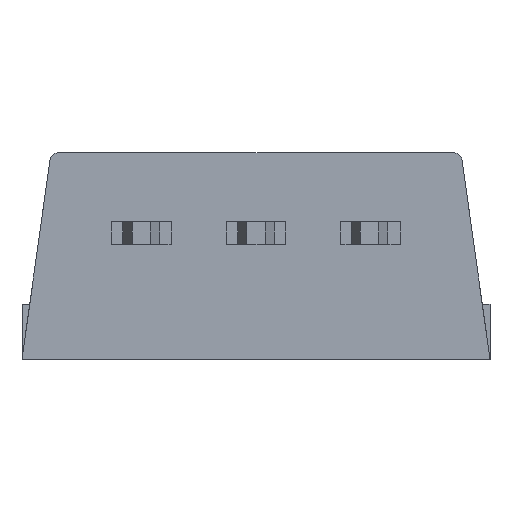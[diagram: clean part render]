
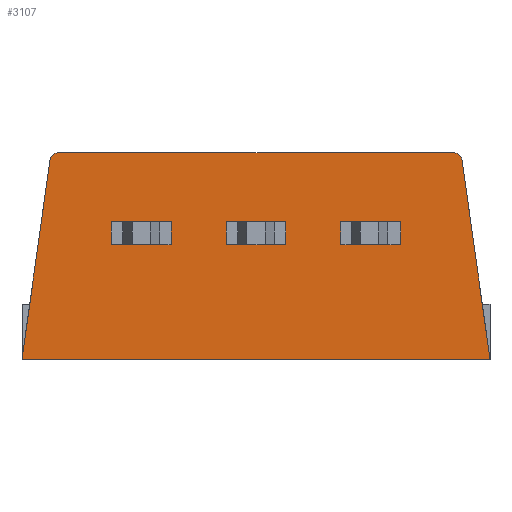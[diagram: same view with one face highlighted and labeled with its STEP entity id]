
A CAD part, front view. The second image highlights one B-rep face of the part: STEP entity #3107.
In plain terms, the highlighted planar face has unit normal (0, -1, 0).
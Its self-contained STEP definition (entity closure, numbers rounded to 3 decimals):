
#47 = CARTESIAN_POINT ( 'NONE',  ( 1.95, 0., -1.5 ) ) ;
#51 = LINE ( 'NONE', #47, #2536 ) ;
#63 = DIRECTION ( 'NONE',  ( 0.139, 0., -0.99 ) ) ;
#92 = LINE ( 'NONE', #3140, #1984 ) ;
#99 = EDGE_CURVE ( 'NONE', #3166, #1480, #2799, .T. ) ;
#145 = DIRECTION ( 'NONE',  ( 0., -1., 0. ) ) ;
#160 = DIRECTION ( 'NONE',  ( -0.139, 0., -0.99 ) ) ;
#185 = EDGE_CURVE ( 'NONE', #1296, #2064, #252, .T. ) ;
#207 = DIRECTION ( 'NONE',  ( 1., 0., 0. ) ) ;
#218 = EDGE_CURVE ( 'NONE', #2040, #934, #2094, .T. ) ;
#229 = DIRECTION ( 'NONE',  ( 0., 0., 1. ) ) ;
#236 = CARTESIAN_POINT ( 'NONE',  ( 4.45, 0., -2. ) ) ;
#252 = LINE ( 'NONE', #1002, #1503 ) ;
#262 = ORIENTED_EDGE ( 'NONE', *, *, #2852, .T. ) ;
#367 = CARTESIAN_POINT ( 'NONE',  ( 0.608, 0., -0.172 ) ) ;
#377 = LINE ( 'NONE', #3230, #1699 ) ;
#420 = CARTESIAN_POINT ( 'NONE',  ( 10.2, 0., -4.5 ) ) ;
#446 = CARTESIAN_POINT ( 'NONE',  ( 10.2, 0., 0. ) ) ;
#453 = VECTOR ( 'NONE', #2221, 1000. ) ;
#475 = DIRECTION ( 'NONE',  ( -1., 0., 0. ) ) ;
#490 = LINE ( 'NONE', #420, #1161 ) ;
#504 = ORIENTED_EDGE ( 'NONE', *, *, #2351, .F. ) ;
#523 = VECTOR ( 'NONE', #2539, 1000. ) ;
#524 = VERTEX_POINT ( 'NONE', #935 ) ;
#550 = CARTESIAN_POINT ( 'NONE',  ( 5.75, 0., -1.5 ) ) ;
#571 = ORIENTED_EDGE ( 'NONE', *, *, #2052, .T. ) ;
#623 = VECTOR ( 'NONE', #229, 1000. ) ;
#639 = AXIS2_PLACEMENT_3D ( 'NONE', #2559, #1055, #2813 ) ;
#647 = EDGE_CURVE ( 'NONE', #2390, #2382, #2096, .T. ) ;
#692 = EDGE_CURVE ( 'NONE', #3008, #3024, #1778, .T. ) ;
#698 = DIRECTION ( 'NONE',  ( -1., 0., 0. ) ) ;
#722 = DIRECTION ( 'NONE',  ( 0., 0., 1. ) ) ;
#757 = CARTESIAN_POINT ( 'NONE',  ( 1.95, 0., -2. ) ) ;
#807 = EDGE_CURVE ( 'NONE', #952, #2974, #2952, .T. ) ;
#934 = VERTEX_POINT ( 'NONE', #2308 ) ;
#935 = CARTESIAN_POINT ( 'NONE',  ( 0.806, 0., 0. ) ) ;
#952 = VERTEX_POINT ( 'NONE', #1044 ) ;
#980 = CARTESIAN_POINT ( 'NONE',  ( 9.394, 0., 0. ) ) ;
#994 = VECTOR ( 'NONE', #160, 1000. ) ;
#1002 = CARTESIAN_POINT ( 'NONE',  ( 4.45, 0., -1.5 ) ) ;
#1015 = LINE ( 'NONE', #3103, #3037 ) ;
#1041 = EDGE_LOOP ( 'NONE', ( #2977, #3088, #262, #3185, #2015, #571 ) ) ;
#1044 = CARTESIAN_POINT ( 'NONE',  ( 4.45, 0., -2. ) ) ;
#1055 = DIRECTION ( 'NONE',  ( 0., -1., 0. ) ) ;
#1074 = VERTEX_POINT ( 'NONE', #2336 ) ;
#1110 = VECTOR ( 'NONE', #2025, 1000. ) ;
#1161 = VECTOR ( 'NONE', #2154, 1000. ) ;
#1199 = LINE ( 'NONE', #1943, #1864 ) ;
#1201 = CARTESIAN_POINT ( 'NONE',  ( 8.25, 0., -1.5 ) ) ;
#1210 = FACE_BOUND ( 'NONE', #1854, .T. ) ;
#1233 = EDGE_CURVE ( 'NONE', #2064, #952, #2520, .T. ) ;
#1296 = VERTEX_POINT ( 'NONE', #550 ) ;
#1378 = LINE ( 'NONE', #2199, #623 ) ;
#1428 = ORIENTED_EDGE ( 'NONE', *, *, #2707, .F. ) ;
#1439 = VECTOR ( 'NONE', #63, 1000. ) ;
#1463 = VECTOR ( 'NONE', #698, 1000. ) ;
#1480 = VERTEX_POINT ( 'NONE', #2285 ) ;
#1484 = PLANE ( 'NONE',  #2620 ) ;
#1496 = EDGE_LOOP ( 'NONE', ( #2468, #2483, #2731, #1428 ) ) ;
#1503 = VECTOR ( 'NONE', #1763, 1000. ) ;
#1507 = VECTOR ( 'NONE', #2509, 1000. ) ;
#1537 = CARTESIAN_POINT ( 'NONE',  ( 4.45, 0., -2. ) ) ;
#1558 = CARTESIAN_POINT ( 'NONE',  ( 9.592, 0., -0.172 ) ) ;
#1612 = EDGE_CURVE ( 'NONE', #934, #3246, #490, .T. ) ;
#1629 = CARTESIAN_POINT ( 'NONE',  ( 0.806, 0., -0.2 ) ) ;
#1639 = CARTESIAN_POINT ( 'NONE',  ( 0., 0., -4.5 ) ) ;
#1651 = EDGE_CURVE ( 'NONE', #2382, #1074, #1199, .T. ) ;
#1674 = AXIS2_PLACEMENT_3D ( 'NONE', #1629, #145, #1880 ) ;
#1699 = VECTOR ( 'NONE', #475, 1000. ) ;
#1702 = ORIENTED_EDGE ( 'NONE', *, *, #3073, .F. ) ;
#1723 = ORIENTED_EDGE ( 'NONE', *, *, #1233, .F. ) ;
#1724 = CARTESIAN_POINT ( 'NONE',  ( 10.2, 0., -4.5 ) ) ;
#1747 = CARTESIAN_POINT ( 'NONE',  ( 1.95, 0., -1.5 ) ) ;
#1763 = DIRECTION ( 'NONE',  ( -1., 0., 0. ) ) ;
#1768 = ORIENTED_EDGE ( 'NONE', *, *, #807, .F. ) ;
#1778 = LINE ( 'NONE', #1779, #1110 ) ;
#1779 = CARTESIAN_POINT ( 'NONE',  ( 8.25, 0., -2. ) ) ;
#1810 = CARTESIAN_POINT ( 'NONE',  ( 4.45, 0., -1.5 ) ) ;
#1812 = CARTESIAN_POINT ( 'NONE',  ( 10.2, 0., -4.5 ) ) ;
#1854 = EDGE_LOOP ( 'NONE', ( #2986, #2261, #1702, #2955 ) ) ;
#1864 = VECTOR ( 'NONE', #207, 1000. ) ;
#1877 = FACE_OUTER_BOUND ( 'NONE', #1041, .T. ) ;
#1880 = DIRECTION ( 'NONE',  ( 0., 0., 1. ) ) ;
#1922 = DIRECTION ( 'NONE',  ( 0., 0., -1. ) ) ;
#1943 = CARTESIAN_POINT ( 'NONE',  ( 1.95, 0., -2. ) ) ;
#1984 = VECTOR ( 'NONE', #2623, 1000. ) ;
#2002 = CARTESIAN_POINT ( 'NONE',  ( 6.95, 0., -1.5 ) ) ;
#2015 = ORIENTED_EDGE ( 'NONE', *, *, #218, .F. ) ;
#2025 = DIRECTION ( 'NONE',  ( 0., 0., 1. ) ) ;
#2029 = DIRECTION ( 'NONE',  ( -1., 0., 0. ) ) ;
#2040 = VERTEX_POINT ( 'NONE', #1558 ) ;
#2052 = EDGE_CURVE ( 'NONE', #2040, #2134, #2237, .T. ) ;
#2064 = VERTEX_POINT ( 'NONE', #1810 ) ;
#2077 = CIRCLE ( 'NONE', #1674, 0.2 ) ;
#2094 = LINE ( 'NONE', #1812, #1439 ) ;
#2096 = LINE ( 'NONE', #757, #1507 ) ;
#2102 = EDGE_CURVE ( 'NONE', #3024, #3166, #377, .T. ) ;
#2114 = LINE ( 'NONE', #446, #1463 ) ;
#2134 = VERTEX_POINT ( 'NONE', #980 ) ;
#2154 = DIRECTION ( 'NONE',  ( -1., 0., 0. ) ) ;
#2199 = CARTESIAN_POINT ( 'NONE',  ( 3.25, 0., -2. ) ) ;
#2216 = DIRECTION ( 'NONE',  ( 0., 1., 0. ) ) ;
#2218 = EDGE_LOOP ( 'NONE', ( #1723, #2338, #504, #1768 ) ) ;
#2221 = DIRECTION ( 'NONE',  ( 1., 0., 0. ) ) ;
#2237 = CIRCLE ( 'NONE', #639, 0.2 ) ;
#2261 = ORIENTED_EDGE ( 'NONE', *, *, #2491, .F. ) ;
#2285 = CARTESIAN_POINT ( 'NONE',  ( 6.95, 0., -2. ) ) ;
#2308 = CARTESIAN_POINT ( 'NONE',  ( 10.2, 0., -4.5 ) ) ;
#2336 = CARTESIAN_POINT ( 'NONE',  ( 3.25, 0., -2. ) ) ;
#2338 = ORIENTED_EDGE ( 'NONE', *, *, #185, .F. ) ;
#2346 = DIRECTION ( 'NONE',  ( 0., 0., 1. ) ) ;
#2351 = EDGE_CURVE ( 'NONE', #2974, #1296, #1015, .T. ) ;
#2382 = VERTEX_POINT ( 'NONE', #3124 ) ;
#2390 = VERTEX_POINT ( 'NONE', #1747 ) ;
#2465 = FACE_BOUND ( 'NONE', #2218, .T. ) ;
#2468 = ORIENTED_EDGE ( 'NONE', *, *, #99, .F. ) ;
#2476 = VECTOR ( 'NONE', #1922, 1000. ) ;
#2483 = ORIENTED_EDGE ( 'NONE', *, *, #2102, .F. ) ;
#2491 = EDGE_CURVE ( 'NONE', #2927, #2390, #51, .T. ) ;
#2509 = DIRECTION ( 'NONE',  ( 0., 0., -1. ) ) ;
#2520 = LINE ( 'NONE', #1537, #523 ) ;
#2536 = VECTOR ( 'NONE', #2029, 1000. ) ;
#2539 = DIRECTION ( 'NONE',  ( 0., 0., -1. ) ) ;
#2559 = CARTESIAN_POINT ( 'NONE',  ( 9.394, 0., -0.2 ) ) ;
#2620 = AXIS2_PLACEMENT_3D ( 'NONE', #1724, #2216, #722 ) ;
#2623 = DIRECTION ( 'NONE',  ( 1., 0., 0. ) ) ;
#2701 = EDGE_CURVE ( 'NONE', #524, #2776, #2077, .T. ) ;
#2706 = CARTESIAN_POINT ( 'NONE',  ( 8.25, 0., -2. ) ) ;
#2707 = EDGE_CURVE ( 'NONE', #1480, #3008, #92, .T. ) ;
#2731 = ORIENTED_EDGE ( 'NONE', *, *, #692, .F. ) ;
#2776 = VERTEX_POINT ( 'NONE', #367 ) ;
#2790 = CARTESIAN_POINT ( 'NONE',  ( 0., 0., -4.5 ) ) ;
#2799 = LINE ( 'NONE', #2917, #2476 ) ;
#2813 = DIRECTION ( 'NONE',  ( 0., 0., 1. ) ) ;
#2852 = EDGE_CURVE ( 'NONE', #2776, #3246, #2937, .T. ) ;
#2917 = CARTESIAN_POINT ( 'NONE',  ( 6.95, 0., -2. ) ) ;
#2927 = VERTEX_POINT ( 'NONE', #3196 ) ;
#2937 = LINE ( 'NONE', #1639, #994 ) ;
#2947 = CARTESIAN_POINT ( 'NONE',  ( 5.75, 0., -2. ) ) ;
#2952 = LINE ( 'NONE', #236, #453 ) ;
#2955 = ORIENTED_EDGE ( 'NONE', *, *, #1651, .F. ) ;
#2974 = VERTEX_POINT ( 'NONE', #2947 ) ;
#2977 = ORIENTED_EDGE ( 'NONE', *, *, #2987, .T. ) ;
#2986 = ORIENTED_EDGE ( 'NONE', *, *, #647, .F. ) ;
#2987 = EDGE_CURVE ( 'NONE', #2134, #524, #2114, .T. ) ;
#3008 = VERTEX_POINT ( 'NONE', #2706 ) ;
#3024 = VERTEX_POINT ( 'NONE', #1201 ) ;
#3037 = VECTOR ( 'NONE', #2346, 1000. ) ;
#3073 = EDGE_CURVE ( 'NONE', #1074, #2927, #1378, .T. ) ;
#3088 = ORIENTED_EDGE ( 'NONE', *, *, #2701, .T. ) ;
#3103 = CARTESIAN_POINT ( 'NONE',  ( 5.75, 0., -2. ) ) ;
#3107 = ADVANCED_FACE ( 'NONE', ( #2465, #1877, #1210, #3145 ), #1484, .F. ) ;
#3124 = CARTESIAN_POINT ( 'NONE',  ( 1.95, 0., -2. ) ) ;
#3140 = CARTESIAN_POINT ( 'NONE',  ( 6.95, 0., -2. ) ) ;
#3145 = FACE_BOUND ( 'NONE', #1496, .T. ) ;
#3166 = VERTEX_POINT ( 'NONE', #2002 ) ;
#3185 = ORIENTED_EDGE ( 'NONE', *, *, #1612, .F. ) ;
#3196 = CARTESIAN_POINT ( 'NONE',  ( 3.25, 0., -1.5 ) ) ;
#3230 = CARTESIAN_POINT ( 'NONE',  ( 6.95, 0., -1.5 ) ) ;
#3246 = VERTEX_POINT ( 'NONE', #2790 ) ;
